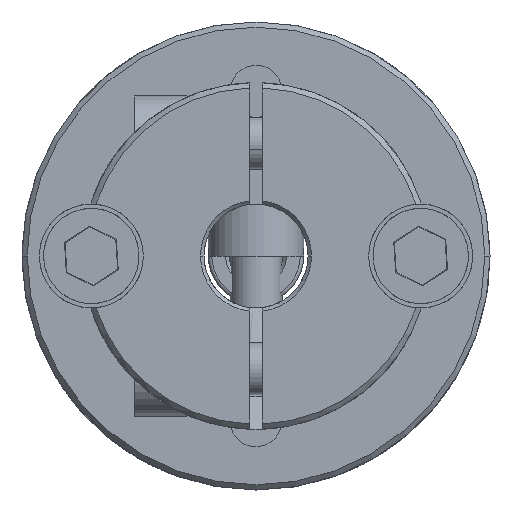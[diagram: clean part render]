
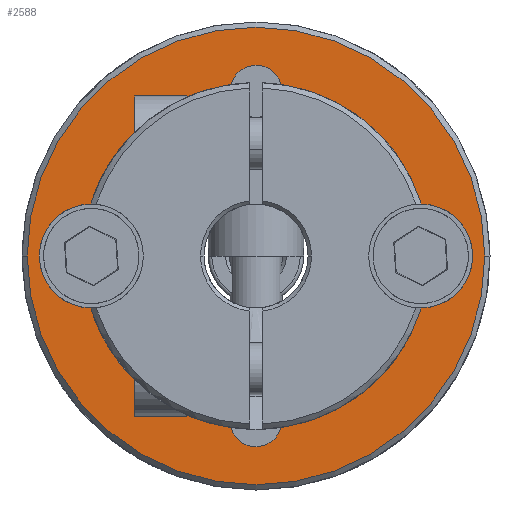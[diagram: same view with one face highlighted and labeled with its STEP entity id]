
A CAD part, front view. The second image highlights one B-rep face of the part: STEP entity #2588.
In plain terms, the highlighted face is planar.
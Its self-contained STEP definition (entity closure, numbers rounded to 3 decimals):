
#798=CARTESIAN_POINT('',(-0.,-2.5,13.2));
#799=VERTEX_POINT('',#798);
#800=CARTESIAN_POINT('',(0.,-2.5,-13.2));
#801=VERTEX_POINT('',#800);
#802=CARTESIAN_POINT('',(0.,-2.5,0.));
#803=DIRECTION('',(0.,1.,0.));
#804=DIRECTION('',(0.,-0.,1.));
#805=AXIS2_PLACEMENT_3D('',#802,#803,#804);
#806=CIRCLE('',#805,13.2);
#807=EDGE_CURVE('',#799,#801,#806,.T.);
#1328=CARTESIAN_POINT('',(-9.931,-2.5,-1.173));
#1329=VERTEX_POINT('',#1328);
#1336=CARTESIAN_POINT('',(-9.931,-2.5,1.173));
#1337=VERTEX_POINT('',#1336);
#1338=CARTESIAN_POINT('',(-9.5,-2.5,0.));
#1339=DIRECTION('',(0.,-1.,0.));
#1340=DIRECTION('',(0.,0.,1.));
#1341=AXIS2_PLACEMENT_3D('',#1338,#1339,#1340);
#1342=CIRCLE('',#1341,1.25);
#1343=EDGE_CURVE('',#1337,#1329,#1342,.T.);
#1506=CARTESIAN_POINT('',(-3.,-2.5,9.539));
#1507=VERTEX_POINT('',#1506);
#1514=CARTESIAN_POINT('',(-0.,-2.5,12.5));
#1515=VERTEX_POINT('',#1514);
#1516=CARTESIAN_POINT('',(0.,-2.5,9.5));
#1517=DIRECTION('',(0.,-1.,0.));
#1518=DIRECTION('',(0.,0.,1.));
#1519=AXIS2_PLACEMENT_3D('',#1516,#1517,#1518);
#1520=CIRCLE('',#1519,3.);
#1521=EDGE_CURVE('',#1515,#1507,#1520,.T.);
#1611=CARTESIAN_POINT('',(-0.,-2.5,-12.5));
#1612=VERTEX_POINT('',#1611);
#1619=CARTESIAN_POINT('',(-3.,-2.5,-9.539));
#1620=VERTEX_POINT('',#1619);
#1621=CARTESIAN_POINT('',(-0.,-2.5,-9.5));
#1622=DIRECTION('',(0.,-1.,0.));
#1623=DIRECTION('',(0.,0.,1.));
#1624=AXIS2_PLACEMENT_3D('',#1621,#1622,#1623);
#1625=CIRCLE('',#1624,3.);
#1626=EDGE_CURVE('',#1620,#1612,#1625,.T.);
#1905=CARTESIAN_POINT('',(9.931,-2.5,1.173));
#1906=VERTEX_POINT('',#1905);
#1913=CARTESIAN_POINT('',(9.931,-2.5,-1.173));
#1914=VERTEX_POINT('',#1913);
#1915=CARTESIAN_POINT('',(9.5,-2.5,0.));
#1916=DIRECTION('',(0.,-1.,0.));
#1917=DIRECTION('',(0.,0.,1.));
#1918=AXIS2_PLACEMENT_3D('',#1915,#1916,#1917);
#1919=CIRCLE('',#1918,1.25);
#1920=EDGE_CURVE('',#1914,#1906,#1919,.T.);
#2027=CARTESIAN_POINT('',(3.,-2.5,9.539));
#2028=VERTEX_POINT('',#2027);
#2035=CARTESIAN_POINT('',(0.,-2.5,0.));
#2036=DIRECTION('',(-0.,1.,0.));
#2037=DIRECTION('',(0.,0.,1.));
#2038=AXIS2_PLACEMENT_3D('',#2035,#2036,#2037);
#2039=CIRCLE('',#2038,10.);
#2040=EDGE_CURVE('',#2028,#1906,#2039,.T.);
#2143=CARTESIAN_POINT('',(3.,-2.5,-9.539));
#2144=VERTEX_POINT('',#2143);
#2151=CARTESIAN_POINT('',(-0.,-2.5,-9.5));
#2152=DIRECTION('',(0.,-1.,0.));
#2153=DIRECTION('',(0.,0.,1.));
#2154=AXIS2_PLACEMENT_3D('',#2151,#2152,#2153);
#2155=CIRCLE('',#2154,3.);
#2156=EDGE_CURVE('',#1612,#2144,#2155,.T.);
#2175=CARTESIAN_POINT('',(0.,-2.5,0.));
#2176=DIRECTION('',(-0.,1.,0.));
#2177=DIRECTION('',(0.,0.,1.));
#2178=AXIS2_PLACEMENT_3D('',#2175,#2176,#2177);
#2179=CIRCLE('',#2178,10.);
#2180=EDGE_CURVE('',#1914,#2144,#2179,.T.);
#2325=CARTESIAN_POINT('',(0.,-2.5,9.5));
#2326=DIRECTION('',(0.,-1.,0.));
#2327=DIRECTION('',(-0.,0.,1.));
#2328=AXIS2_PLACEMENT_3D('',#2325,#2326,#2327);
#2329=CIRCLE('',#2328,3.);
#2330=EDGE_CURVE('',#2028,#1515,#2329,.T.);
#2549=CARTESIAN_POINT('',(0.,-2.5,0.));
#2550=DIRECTION('',(0.,1.,0.));
#2551=DIRECTION('',(0.,0.,1.));
#2552=AXIS2_PLACEMENT_3D('',#2549,#2550,#2551);
#2553=PLANE('',#2552);
#2554=CARTESIAN_POINT('',(0.,-2.5,0.));
#2555=DIRECTION('',(0.,1.,0.));
#2556=DIRECTION('',(0.,-0.,1.));
#2557=AXIS2_PLACEMENT_3D('',#2554,#2555,#2556);
#2558=CIRCLE('',#2557,13.2);
#2559=EDGE_CURVE('',#801,#799,#2558,.T.);
#2560=ORIENTED_EDGE('',*,*,#2559,.T.);
#2561=ORIENTED_EDGE('',*,*,#807,.T.);
#2562=EDGE_LOOP('',(#2560,#2561));
#2563=FACE_BOUND('',#2562,.T.);
#2564=ORIENTED_EDGE('',*,*,#1626,.T.);
#2565=ORIENTED_EDGE('',*,*,#2156,.T.);
#2566=ORIENTED_EDGE('',*,*,#2180,.F.);
#2567=ORIENTED_EDGE('',*,*,#1920,.T.);
#2568=ORIENTED_EDGE('',*,*,#2040,.F.);
#2569=ORIENTED_EDGE('',*,*,#2330,.T.);
#2570=ORIENTED_EDGE('',*,*,#1521,.T.);
#2571=CARTESIAN_POINT('',(0.,-2.5,0.));
#2572=DIRECTION('',(-0.,1.,0.));
#2573=DIRECTION('',(0.,0.,1.));
#2574=AXIS2_PLACEMENT_3D('',#2571,#2572,#2573);
#2575=CIRCLE('',#2574,10.);
#2576=EDGE_CURVE('',#1337,#1507,#2575,.T.);
#2577=ORIENTED_EDGE('',*,*,#2576,.F.);
#2578=ORIENTED_EDGE('',*,*,#1343,.T.);
#2579=CARTESIAN_POINT('',(0.,-2.5,0.));
#2580=DIRECTION('',(-0.,1.,0.));
#2581=DIRECTION('',(0.,0.,1.));
#2582=AXIS2_PLACEMENT_3D('',#2579,#2580,#2581);
#2583=CIRCLE('',#2582,10.);
#2584=EDGE_CURVE('',#1620,#1329,#2583,.T.);
#2585=ORIENTED_EDGE('',*,*,#2584,.F.);
#2586=EDGE_LOOP('',(#2564,#2565,#2566,#2567,#2568,#2569,#2570,#2577,#2578,#2585));
#2587=FACE_BOUND('',#2586,.T.);
#2588=ADVANCED_FACE('NONE',(#2563,#2587),#2553,.T.);
